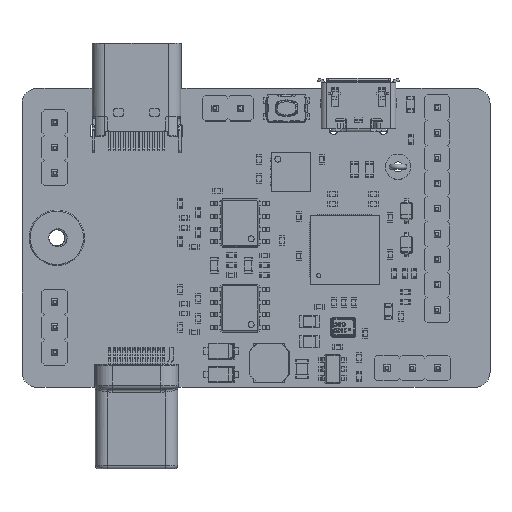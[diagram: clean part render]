
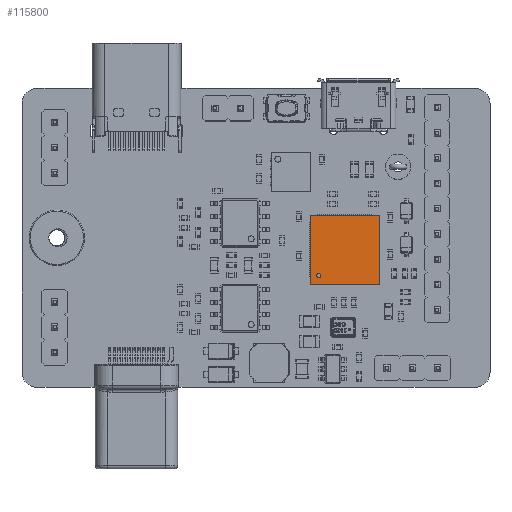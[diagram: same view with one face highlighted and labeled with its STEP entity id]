
A CAD part, top view. The second image highlights one B-rep face of the part: STEP entity #115800.
In plain terms, the highlighted planar face has unit normal (0, 0, 1).
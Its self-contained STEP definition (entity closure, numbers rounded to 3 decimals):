
#92582 = PLANE('',#92583);
#92583 = AXIS2_PLACEMENT_3D('',#92584,#92585,#92586);
#92584 = CARTESIAN_POINT('',(-3.475,-3.475,0.05));
#92585 = DIRECTION('',(1.,0.,0.));
#92586 = DIRECTION('',(0.,0.,1.));
#92610 = PLANE('',#92611);
#92611 = AXIS2_PLACEMENT_3D('',#92612,#92613,#92614);
#92612 = CARTESIAN_POINT('',(-3.475,-3.475,0.05));
#92613 = DIRECTION('',(0.,1.,0.));
#92614 = DIRECTION('',(0.,-0.,1.));
#94136 = PLANE('',#94137);
#94137 = AXIS2_PLACEMENT_3D('',#94138,#94139,#94140);
#94138 = CARTESIAN_POINT('',(3.475,-3.475,0.05));
#94139 = DIRECTION('',(1.,0.,0.));
#94140 = DIRECTION('',(0.,0.,1.));
#95662 = PLANE('',#95663);
#95663 = AXIS2_PLACEMENT_3D('',#95664,#95665,#95666);
#95664 = CARTESIAN_POINT('',(-3.475,3.475,0.05));
#95665 = DIRECTION('',(0.,1.,0.));
#95666 = DIRECTION('',(0.,-0.,1.));
#98803 = EDGE_CURVE('',#98804,#98806,#98808,.T.);
#98804 = VERTEX_POINT('',#98805);
#98805 = CARTESIAN_POINT('',(-3.475,-3.475,0.95));
#98806 = VERTEX_POINT('',#98807);
#98807 = CARTESIAN_POINT('',(-3.475,3.475,0.95));
#98808 = SURFACE_CURVE('',#98809,(#98813,#98820),.PCURVE_S1.);
#98809 = LINE('',#98810,#98811);
#98810 = CARTESIAN_POINT('',(-3.475,-3.475,0.95));
#98811 = VECTOR('',#98812,1.);
#98812 = DIRECTION('',(0.,1.,0.));
#98813 = PCURVE('',#92582,#98814);
#98814 = DEFINITIONAL_REPRESENTATION('',(#98815),#98819);
#98815 = LINE('',#98816,#98817);
#98816 = CARTESIAN_POINT('',(0.9,0.));
#98817 = VECTOR('',#98818,1.);
#98818 = DIRECTION('',(0.,-1.));
#98819 = ( GEOMETRIC_REPRESENTATION_CONTEXT(2) 
PARAMETRIC_REPRESENTATION_CONTEXT() REPRESENTATION_CONTEXT('2D SPACE',''
  ) );
#98820 = PCURVE('',#98821,#98826);
#98821 = PLANE('',#98822);
#98822 = AXIS2_PLACEMENT_3D('',#98823,#98824,#98825);
#98823 = CARTESIAN_POINT('',(-3.475,-3.475,0.95));
#98824 = DIRECTION('',(0.,0.,1.));
#98825 = DIRECTION('',(1.,0.,-0.));
#98826 = DEFINITIONAL_REPRESENTATION('',(#98827),#98831);
#98827 = LINE('',#98828,#98829);
#98828 = CARTESIAN_POINT('',(0.,0.));
#98829 = VECTOR('',#98830,1.);
#98830 = DIRECTION('',(0.,1.));
#98831 = ( GEOMETRIC_REPRESENTATION_CONTEXT(2) 
PARAMETRIC_REPRESENTATION_CONTEXT() REPRESENTATION_CONTEXT('2D SPACE',''
  ) );
#103081 = EDGE_CURVE('',#98806,#103082,#103084,.T.);
#103082 = VERTEX_POINT('',#103083);
#103083 = CARTESIAN_POINT('',(3.475,3.475,0.95));
#103084 = SURFACE_CURVE('',#103085,(#103089,#103096),.PCURVE_S1.);
#103085 = LINE('',#103086,#103087);
#103086 = CARTESIAN_POINT('',(-3.475,3.475,0.95));
#103087 = VECTOR('',#103088,1.);
#103088 = DIRECTION('',(1.,0.,0.));
#103089 = PCURVE('',#95662,#103090);
#103090 = DEFINITIONAL_REPRESENTATION('',(#103091),#103095);
#103091 = LINE('',#103092,#103093);
#103092 = CARTESIAN_POINT('',(0.9,0.));
#103093 = VECTOR('',#103094,1.);
#103094 = DIRECTION('',(0.,1.));
#103095 = ( GEOMETRIC_REPRESENTATION_CONTEXT(2) 
PARAMETRIC_REPRESENTATION_CONTEXT() REPRESENTATION_CONTEXT('2D SPACE',''
  ) );
#103096 = PCURVE('',#98821,#103097);
#103097 = DEFINITIONAL_REPRESENTATION('',(#103098),#103102);
#103098 = LINE('',#103099,#103100);
#103099 = CARTESIAN_POINT('',(0.,6.95));
#103100 = VECTOR('',#103101,1.);
#103101 = DIRECTION('',(1.,0.));
#103102 = ( GEOMETRIC_REPRESENTATION_CONTEXT(2) 
PARAMETRIC_REPRESENTATION_CONTEXT() REPRESENTATION_CONTEXT('2D SPACE',''
  ) );
#107328 = EDGE_CURVE('',#107329,#103082,#107331,.T.);
#107329 = VERTEX_POINT('',#107330);
#107330 = CARTESIAN_POINT('',(3.475,-3.475,0.95));
#107331 = SURFACE_CURVE('',#107332,(#107336,#107343),.PCURVE_S1.);
#107332 = LINE('',#107333,#107334);
#107333 = CARTESIAN_POINT('',(3.475,-3.475,0.95));
#107334 = VECTOR('',#107335,1.);
#107335 = DIRECTION('',(0.,1.,0.));
#107336 = PCURVE('',#94136,#107337);
#107337 = DEFINITIONAL_REPRESENTATION('',(#107338),#107342);
#107338 = LINE('',#107339,#107340);
#107339 = CARTESIAN_POINT('',(0.9,0.));
#107340 = VECTOR('',#107341,1.);
#107341 = DIRECTION('',(0.,-1.));
#107342 = ( GEOMETRIC_REPRESENTATION_CONTEXT(2) 
PARAMETRIC_REPRESENTATION_CONTEXT() REPRESENTATION_CONTEXT('2D SPACE',''
  ) );
#107343 = PCURVE('',#98821,#107344);
#107344 = DEFINITIONAL_REPRESENTATION('',(#107345),#107349);
#107345 = LINE('',#107346,#107347);
#107346 = CARTESIAN_POINT('',(6.95,0.));
#107347 = VECTOR('',#107348,1.);
#107348 = DIRECTION('',(0.,1.));
#107349 = ( GEOMETRIC_REPRESENTATION_CONTEXT(2) 
PARAMETRIC_REPRESENTATION_CONTEXT() REPRESENTATION_CONTEXT('2D SPACE',''
  ) );
#111579 = EDGE_CURVE('',#98804,#107329,#111580,.T.);
#111580 = SURFACE_CURVE('',#111581,(#111585,#111592),.PCURVE_S1.);
#111581 = LINE('',#111582,#111583);
#111582 = CARTESIAN_POINT('',(-3.475,-3.475,0.95));
#111583 = VECTOR('',#111584,1.);
#111584 = DIRECTION('',(1.,0.,0.));
#111585 = PCURVE('',#92610,#111586);
#111586 = DEFINITIONAL_REPRESENTATION('',(#111587),#111591);
#111587 = LINE('',#111588,#111589);
#111588 = CARTESIAN_POINT('',(0.9,0.));
#111589 = VECTOR('',#111590,1.);
#111590 = DIRECTION('',(0.,1.));
#111591 = ( GEOMETRIC_REPRESENTATION_CONTEXT(2) 
PARAMETRIC_REPRESENTATION_CONTEXT() REPRESENTATION_CONTEXT('2D SPACE',''
  ) );
#111592 = PCURVE('',#98821,#111593);
#111593 = DEFINITIONAL_REPRESENTATION('',(#111594),#111598);
#111594 = LINE('',#111595,#111596);
#111595 = CARTESIAN_POINT('',(0.,0.));
#111596 = VECTOR('',#111597,1.);
#111597 = DIRECTION('',(1.,0.));
#111598 = ( GEOMETRIC_REPRESENTATION_CONTEXT(2) 
PARAMETRIC_REPRESENTATION_CONTEXT() REPRESENTATION_CONTEXT('2D SPACE',''
  ) );
#115800 = ADVANCED_FACE('',(#115801,#115807),#98821,.T.);
#115801 = FACE_BOUND('',#115802,.T.);
#115802 = EDGE_LOOP('',(#115803,#115804,#115805,#115806));
#115803 = ORIENTED_EDGE('',*,*,#98803,.F.);
#115804 = ORIENTED_EDGE('',*,*,#111579,.T.);
#115805 = ORIENTED_EDGE('',*,*,#107328,.T.);
#115806 = ORIENTED_EDGE('',*,*,#103081,.F.);
#115807 = FACE_BOUND('',#115808,.T.);
#115808 = EDGE_LOOP('',(#115809));
#115809 = ORIENTED_EDGE('',*,*,#115810,.T.);
#115810 = EDGE_CURVE('',#115811,#115811,#115813,.T.);
#115811 = VERTEX_POINT('',#115812);
#115812 = CARTESIAN_POINT('',(-2.4,-2.6,0.95));
#115813 = SURFACE_CURVE('',#115814,(#115819,#115830),.PCURVE_S1.);
#115814 = CIRCLE('',#115815,0.2);
#115815 = AXIS2_PLACEMENT_3D('',#115816,#115817,#115818);
#115816 = CARTESIAN_POINT('',(-2.6,-2.6,0.95));
#115817 = DIRECTION('',(0.,0.,-1.));
#115818 = DIRECTION('',(1.,0.,0.));
#115819 = PCURVE('',#98821,#115820);
#115820 = DEFINITIONAL_REPRESENTATION('',(#115821),#115829);
#115821 = ( BOUNDED_CURVE() B_SPLINE_CURVE(2,(#115822,#115823,#115824,
    #115825,#115826,#115827,#115828),.UNSPECIFIED.,.T.,.F.) 
B_SPLINE_CURVE_WITH_KNOTS((1,2,2,2,2,1),(-2.094,0.,
    2.094,4.189,6.283,8.378),
.UNSPECIFIED.) CURVE() GEOMETRIC_REPRESENTATION_ITEM() 
RATIONAL_B_SPLINE_CURVE((1.,0.5,1.,0.5,1.,0.5,1.)) REPRESENTATION_ITEM(
  '') );
#115822 = CARTESIAN_POINT('',(1.075,0.875));
#115823 = CARTESIAN_POINT('',(1.075,0.529));
#115824 = CARTESIAN_POINT('',(0.775,0.702));
#115825 = CARTESIAN_POINT('',(0.475,0.875));
#115826 = CARTESIAN_POINT('',(0.775,1.048));
#115827 = CARTESIAN_POINT('',(1.075,1.221));
#115828 = CARTESIAN_POINT('',(1.075,0.875));
#115829 = ( GEOMETRIC_REPRESENTATION_CONTEXT(2) 
PARAMETRIC_REPRESENTATION_CONTEXT() REPRESENTATION_CONTEXT('2D SPACE',''
  ) );
#115830 = PCURVE('',#115831,#115836);
#115831 = CYLINDRICAL_SURFACE('',#115832,0.2);
#115832 = AXIS2_PLACEMENT_3D('',#115833,#115834,#115835);
#115833 = CARTESIAN_POINT('',(-2.6,-2.6,1.05));
#115834 = DIRECTION('',(-0.,-0.,-1.));
#115835 = DIRECTION('',(1.,0.,0.));
#115836 = DEFINITIONAL_REPRESENTATION('',(#115837),#115841);
#115837 = LINE('',#115838,#115839);
#115838 = CARTESIAN_POINT('',(0.,0.1));
#115839 = VECTOR('',#115840,1.);
#115840 = DIRECTION('',(1.,0.));
#115841 = ( GEOMETRIC_REPRESENTATION_CONTEXT(2) 
PARAMETRIC_REPRESENTATION_CONTEXT() REPRESENTATION_CONTEXT('2D SPACE',''
  ) );
